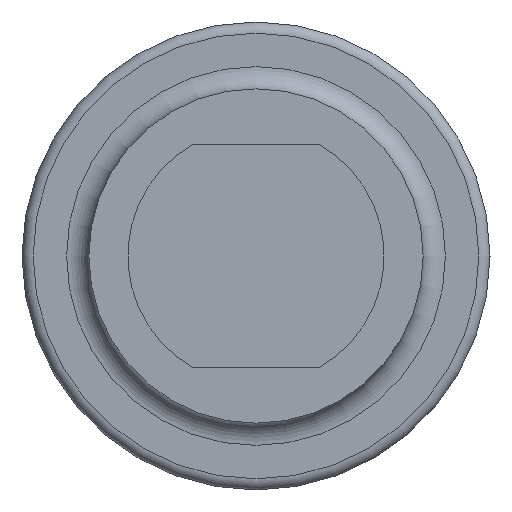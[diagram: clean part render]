
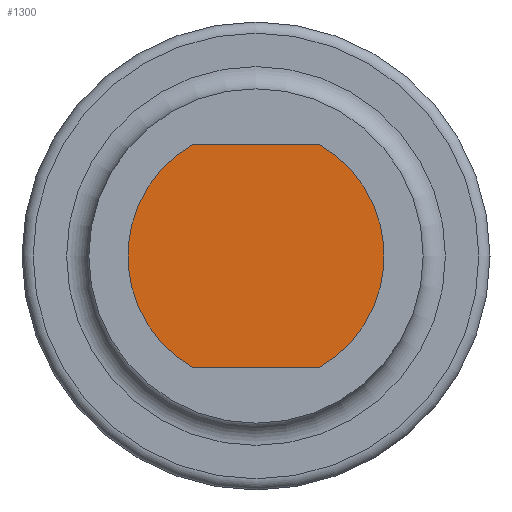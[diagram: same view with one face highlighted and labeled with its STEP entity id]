
A CAD part, front view. The second image highlights one B-rep face of the part: STEP entity #1300.
In plain terms, the highlighted planar face has unit normal (0, -1, 0).
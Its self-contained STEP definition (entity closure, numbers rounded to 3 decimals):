
#52=PLANE('',#1532);
#150=FACE_OUTER_BOUND('',#228,.T.);
#228=EDGE_LOOP('',(#1094,#1095,#1096,#1097));
#329=LINE('',#2412,#374);
#330=LINE('',#2416,#375);
#374=VECTOR('',#1967,1000.);
#375=VECTOR('',#1970,1000.);
#531=CIRCLE('',#1533,11.5);
#532=CIRCLE('',#1534,11.5);
#668=VERTEX_POINT('',#2410);
#669=VERTEX_POINT('',#2411);
#670=VERTEX_POINT('',#2413);
#671=VERTEX_POINT('',#2415);
#850=EDGE_CURVE('',#668,#669,#329,.T.);
#851=EDGE_CURVE('',#670,#669,#531,.T.);
#852=EDGE_CURVE('',#670,#671,#330,.T.);
#853=EDGE_CURVE('',#668,#671,#532,.T.);
#1094=ORIENTED_EDGE('',*,*,#850,.T.);
#1095=ORIENTED_EDGE('',*,*,#851,.F.);
#1096=ORIENTED_EDGE('',*,*,#852,.T.);
#1097=ORIENTED_EDGE('',*,*,#853,.F.);
#1300=ADVANCED_FACE('',(#150),#52,.F.);
#1532=AXIS2_PLACEMENT_3D('',#2409,#1965,#1966);
#1533=AXIS2_PLACEMENT_3D('',#2414,#1968,#1969);
#1534=AXIS2_PLACEMENT_3D('',#2417,#1971,#1972);
#1965=DIRECTION('center_axis',(0.,1.,0.));
#1966=DIRECTION('ref_axis',(0.,0.,1.));
#1967=DIRECTION('',(-1.,0.,0.));
#1968=DIRECTION('center_axis',(0.,1.,0.));
#1969=DIRECTION('ref_axis',(0.,0.,1.));
#1970=DIRECTION('',(1.,0.,0.));
#1971=DIRECTION('center_axis',(0.,1.,0.));
#1972=DIRECTION('ref_axis',(0.,0.,1.));
#2409=CARTESIAN_POINT('Origin',(0.,0.,0.));
#2410=CARTESIAN_POINT('',(5.679,0.,10.));
#2411=CARTESIAN_POINT('',(-5.679,0.,10.));
#2412=CARTESIAN_POINT('',(-15.,0.,10.));
#2413=CARTESIAN_POINT('',(-5.679,0.,-10.));
#2414=CARTESIAN_POINT('Origin',(0.,0.,0.));
#2415=CARTESIAN_POINT('',(5.679,0.,-10.));
#2416=CARTESIAN_POINT('',(-15.,0.,-10.));
#2417=CARTESIAN_POINT('Origin',(0.,0.,0.));
